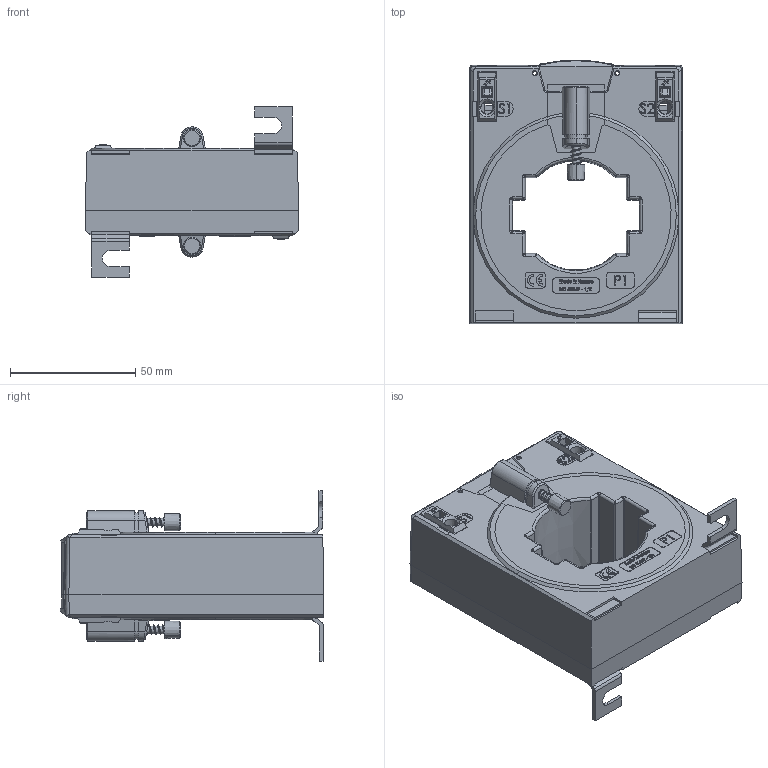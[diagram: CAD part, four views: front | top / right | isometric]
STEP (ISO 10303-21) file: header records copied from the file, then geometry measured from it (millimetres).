
FILE_DESCRIPTION (( 'STEP AP214' ), '1' );
FILE_NAME ('CTB51.35_kpl_extern_2020-07-07.STEP', '2020-07-07T06:34:22', ( '' ), ( '' ), 'SwSTEP 2.0', 'SolidWorks 2016', '' );
FILE_SCHEMA (( 'AUTOMOTIVE_DESIGN' ));
Length unit declared in the file: millimetre
Products named in the file (8): CTB-Klemmenkoerper_50.2.8114_01; Isolierschutzkappe; Plastite_Schraube_25_mit-Gewinde; CTB51.35_GO_extern; CTB51.35_GU_extern; CTB51.35_kpl_extern_2020-07-07; Fusswinkel_1,5; Zugfederkontakt_mit_Gehäuse_Lötkontakte_04
Assembly tree (11 placements, depth 3):
  CTB51.35_kpl_extern_2020-07-07
    CTB51.35_GU_extern
    CTB51.35_GO_extern
    Plastite_Schraube_25_mit-Gewinde  x2
    Isolierschutzkappe  x2
    Zugfederkontakt_mit_Gehäuse_Lötkontakte_04  x2
      CTB-Klemmenkoerper_50.2.8114_01
    Fusswinkel_1,5  x2
Bounding box: 85 x 105.23 x 68 mm (x, y, z)
Volume: 238304.5 mm3; surface area: 69844.4 mm2
Topology: 10 solids, 14 shells, 2551 faces, 6877 edges, 4463 vertices
Faces by surface type: plane 1458, bspline 482, cylinder 402, cone 145, torus 56, sphere 8
Entity records: 85808 total; most frequent: CARTESIAN_POINT 37995, ORIENTED_EDGE 11044, DIRECTION 7946, EDGE_CURVE 5522, VERTEX_POINT 3592, VECTOR 3552, LINE 3552, EDGE_LOOP 2220
